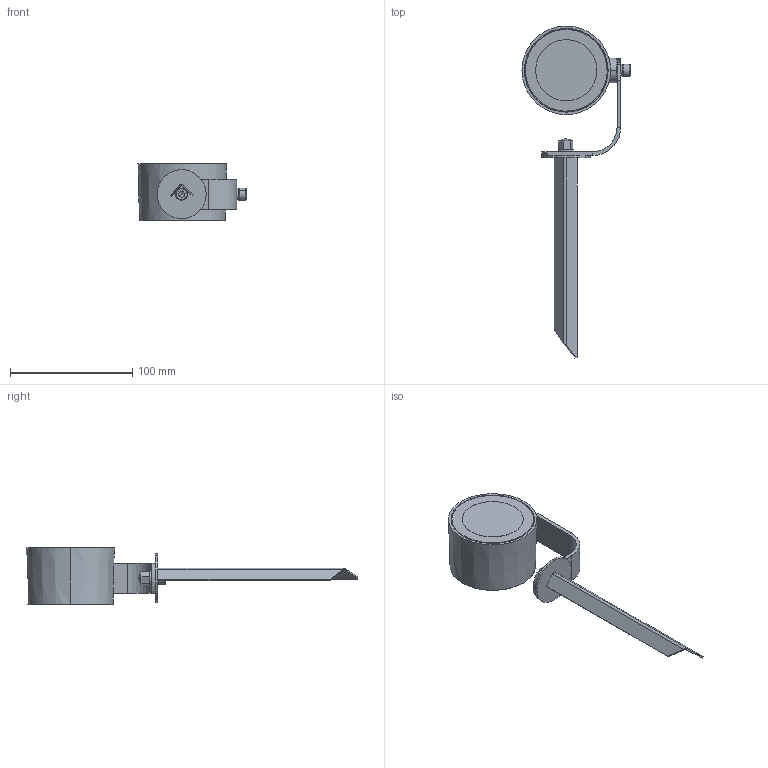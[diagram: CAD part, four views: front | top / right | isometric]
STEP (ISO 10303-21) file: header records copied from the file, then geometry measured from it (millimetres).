
FILE_DESCRIPTION (( 'STEP AP203' ), '1' );
FILE_NAME ('MOSS_EARTHSPIKE.STEP', '2024-02-06T07:06:55', ( '' ), ( '' ), 'SwSTEP 2.0', 'SolidWorks 2022', '' );
FILE_SCHEMA (( 'CONFIG_CONTROL_DESIGN' ));
Length unit declared in the file: millimetre
Products named in the file (15): M179_Wspornik_kg_Wspornik z regulacją kąta; M4x_rs_M4x05; M179_Krążek stopy_kg_M179C_Krążek z gwintem M6; MOSS_EARTHSPIKE; M179_Stopa ziemna_kg_Grot stopy 165 spawanie; GNIAZ_M6x_M6x10; M179C_Szybka_kg; GNIAZ_M6x_M6x12; M179C_Kpl_kg_M179D_Kpl_kg; M179C_Korpus odl_kg_M179D obr w1_kg; POD SPR Z 6,1_rs_PreviewCfg; NAKR KOŁP M6 DIN917_kg; plain washer grade a_din_Washer DIN 125 - A 6.4; M179_Kątownik stopy_kg_Kątownik zgięty stępiony 165; M179C_Korpus kpl_kg_Korpus z blokadą M179D
Assembly tree (13 placements, depth 4):
  M4x_rs_M4x05
  MOSS_EARTHSPIKE
    M179C_Kpl_kg_M179D_Kpl_kg
      M179C_Korpus kpl_kg_Korpus z blokadą M179D
        M179C_Korpus odl_kg_M179D obr w1_kg
        M179C_Szybka_kg
      M179_Wspornik_kg_Wspornik z regulacją kąta
      GNIAZ_M6x_M6x10
      POD SPR Z 6,1_rs_PreviewCfg
    M179_Stopa ziemna_kg_Grot stopy 165 spawanie
      GNIAZ_M6x_M6x12
      M179_Kątownik stopy_kg_Kątownik zgięty stępiony 165
    NAKR KOŁP M6 DIN917_kg
    plain washer grade a_din_Washer DIN 125 - A 6.4
    M179_Krążek stopy_kg_M179C_Krążek z gwintem M6
Bounding box: 88.32 x 271.35 x 46.6 mm (x, y, z)
Volume: 95938 mm3; surface area: 57327.4 mm2
Topology: 11 solids, 11 shells, 291 faces, 692 edges, 428 vertices
Faces by surface type: plane 141, cylinder 51, bspline 42, cone 30, torus 24, sphere 3
Entity records: 11840 total; most frequent: CARTESIAN_POINT 3872, ORIENTED_EDGE 1356, DIRECTION 1252, EDGE_CURVE 678, AXIS2_PLACEMENT_3D 452, VERTEX_POINT 428, VECTOR 348, LINE 348
